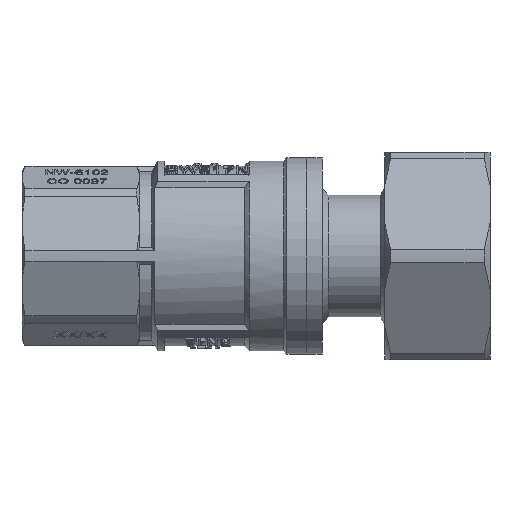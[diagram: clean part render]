
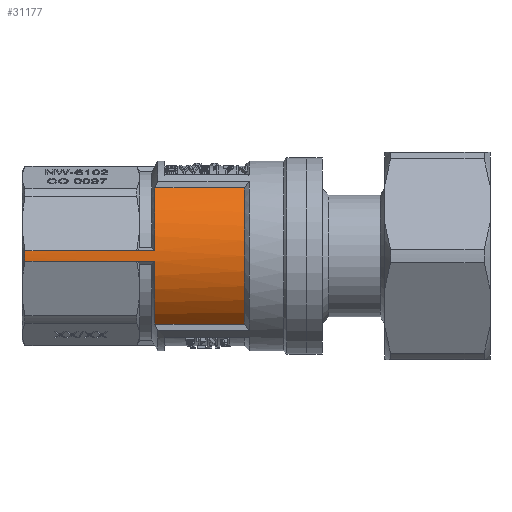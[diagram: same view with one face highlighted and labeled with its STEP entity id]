
A CAD part, front view. The second image highlights one B-rep face of the part: STEP entity #31177.
In plain terms, the highlighted cylindrical face has radius 13.75 mm (diameter 27.5 mm), a partial arc.
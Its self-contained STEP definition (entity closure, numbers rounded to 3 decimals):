
#2696=CIRCLE('',#33099,13.75);
#2705=CIRCLE('',#33109,13.75);
#2744=CIRCLE('',#33331,13.75);
#2746=CIRCLE('',#33338,13.75);
#4151=ORIENTED_EDGE('',*,*,#12494,.T.);
#4152=ORIENTED_EDGE('',*,*,#12610,.T.);
#4153=ORIENTED_EDGE('',*,*,#12943,.T.);
#4154=ORIENTED_EDGE('',*,*,#12944,.T.);
#4155=ORIENTED_EDGE('',*,*,#12591,.T.);
#4156=ORIENTED_EDGE('',*,*,#12917,.F.);
#4157=ORIENTED_EDGE('',*,*,#12637,.T.);
#4158=ORIENTED_EDGE('',*,*,#13284,.F.);
#4159=ORIENTED_EDGE('',*,*,#12628,.F.);
#4160=ORIENTED_EDGE('',*,*,#13288,.T.);
#12494=EDGE_CURVE('',#17172,#17173,#20270,.T.);
#12591=EDGE_CURVE('',#17268,#17267,#2696,.T.);
#12610=EDGE_CURVE('',#17173,#17286,#2705,.T.);
#12628=EDGE_CURVE('',#17300,#17301,#20289,.T.);
#12637=EDGE_CURVE('',#17308,#17309,#20294,.T.);
#12917=EDGE_CURVE('',#17308,#17267,#20551,.T.);
#12943=EDGE_CURVE('',#17286,#17583,#20566,.T.);
#12944=EDGE_CURVE('',#17583,#17268,#20567,.T.);
#13284=EDGE_CURVE('',#17301,#17309,#2744,.T.);
#13288=EDGE_CURVE('',#17300,#17172,#2746,.T.);
#17172=VERTEX_POINT('',#45486);
#17173=VERTEX_POINT('',#45487);
#17267=VERTEX_POINT('',#46805);
#17268=VERTEX_POINT('',#46807);
#17286=VERTEX_POINT('',#47204);
#17300=VERTEX_POINT('',#47347);
#17301=VERTEX_POINT('',#47349);
#17308=VERTEX_POINT('',#47380);
#17309=VERTEX_POINT('',#47381);
#17583=VERTEX_POINT('',#48443);
#20270=LINE('',#45485,#23735);
#20289=LINE('',#47348,#23754);
#20294=LINE('',#47379,#23759);
#20551=LINE('',#48217,#24016);
#20566=LINE('',#48460,#24031);
#20567=LINE('',#48462,#24032);
#23735=VECTOR('',#36003,1000.);
#23754=VECTOR('',#36236,1000.);
#23759=VECTOR('',#36253,1000.);
#24016=VECTOR('',#36558,1000.);
#24031=VECTOR('',#36605,1000.);
#24032=VECTOR('',#36608,1000.);
#27390=EDGE_LOOP('',(#4151,#4152,#4153,#4154,#4155,#4156,#4157,#4158,#4159,
#4160));
#29277=FACE_BOUND('',#27390,.T.);
#30977=CYLINDRICAL_SURFACE('',#33340,13.75);
#31177=ADVANCED_FACE('',(#29277),#30977,.T.);
#33099=AXIS2_PLACEMENT_3D('',#46806,#36194,#36195);
#33109=AXIS2_PLACEMENT_3D('',#47205,#36214,#36215);
#33331=AXIS2_PLACEMENT_3D('',#49188,#37119,#37120);
#33338=AXIS2_PLACEMENT_3D('',#49197,#37135,#37136);
#33340=AXIS2_PLACEMENT_3D('',#49199,#37139,#37140);
#36003=DIRECTION('',(-1.,0.,0.));
#36194=DIRECTION('',(1.,0.,0.));
#36195=DIRECTION('',(0.,-0.924,-0.383));
#36214=DIRECTION('',(1.,0.,0.));
#36215=DIRECTION('',(0.,-1.,0.));
#36236=DIRECTION('',(-1.,0.,0.));
#36253=DIRECTION('',(1.,0.,0.));
#36558=DIRECTION('',(-1.,0.,0.));
#36605=DIRECTION('',(-1.,0.,0.));
#36608=DIRECTION('',(-1.,0.,0.));
#37119=DIRECTION('',(-1.,0.,0.));
#37120=DIRECTION('',(0.,1.,0.));
#37135=DIRECTION('',(-1.,0.,0.));
#37136=DIRECTION('',(0.,1.,0.));
#37139=DIRECTION('',(-1.,0.,0.));
#37140=DIRECTION('',(0.,0.924,0.383));
#45485=CARTESIAN_POINT('',(-12.5,-9.,10.395));
#45486=CARTESIAN_POINT('',(3.5,-9.,10.395));
#45487=CARTESIAN_POINT('',(-10.186,-9.,10.395));
#46805=CARTESIAN_POINT('',(-30.05,-13.725,-0.837));
#46806=CARTESIAN_POINT('',(-30.05,0.,0.));
#46807=CARTESIAN_POINT('',(-30.05,-13.725,0.837));
#47204=CARTESIAN_POINT('',(-10.186,-13.725,0.837));
#47205=CARTESIAN_POINT('',(-10.186,0.,0.));
#47347=CARTESIAN_POINT('',(3.5,-9.,-10.395));
#47348=CARTESIAN_POINT('',(-12.5,-9.,-10.395));
#47349=CARTESIAN_POINT('',(-10.186,-9.,-10.395));
#47379=CARTESIAN_POINT('',(-12.5,-13.725,-0.837));
#47380=CARTESIAN_POINT('',(-12.95,-13.725,-0.837));
#47381=CARTESIAN_POINT('',(-10.186,-13.725,-0.837));
#48217=CARTESIAN_POINT('',(-21.5,-13.725,-0.837));
#48443=CARTESIAN_POINT('',(-12.95,-13.725,0.837));
#48460=CARTESIAN_POINT('',(-12.5,-13.725,0.837));
#48462=CARTESIAN_POINT('',(-21.5,-13.725,0.837));
#49188=CARTESIAN_POINT('',(-10.186,0.,0.));
#49197=CARTESIAN_POINT('',(3.5,0.,0.));
#49199=CARTESIAN_POINT('',(-12.5,0.,0.));
